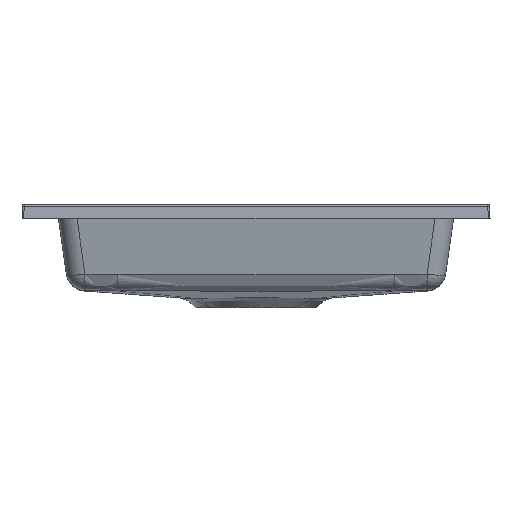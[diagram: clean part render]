
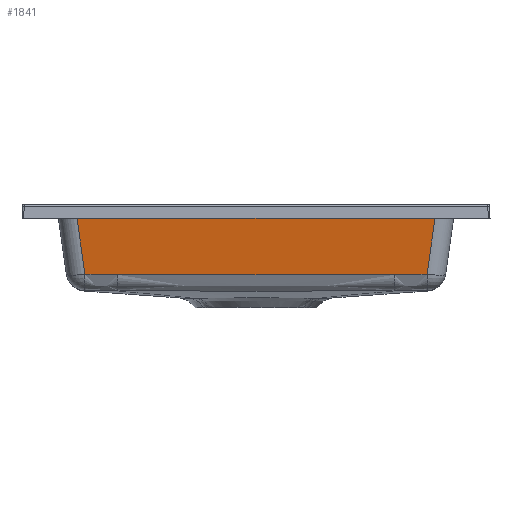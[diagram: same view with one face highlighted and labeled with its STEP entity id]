
A CAD part, top view. The second image highlights one B-rep face of the part: STEP entity #1841.
In plain terms, the highlighted planar face has unit normal (0, -0.139, 0.99).
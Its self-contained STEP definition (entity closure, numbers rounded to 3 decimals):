
#180 = VERTEX_POINT ( 'NONE', #6944 ) ;
#182 = DIRECTION ( 'NONE',  ( 0.138, -0.981, -0.138 ) ) ;
#262 = CARTESIAN_POINT ( 'NONE',  ( 184.967, -13.579, 171.219 ) ) ;
#312 = EDGE_CURVE ( 'NONE', #7252, #180, #3395, .T. ) ;
#512 = CARTESIAN_POINT ( 'NONE',  ( -49.262, -75.523, 162.514 ) ) ;
#599 = CARTESIAN_POINT ( 'NONE',  ( -190.265, -15.257, 170.984 ) ) ;
#728 = FACE_OUTER_BOUND ( 'NONE', #5077, .T. ) ;
#775 = VERTEX_POINT ( 'NONE', #6216 ) ;
#826 = CARTESIAN_POINT ( 'NONE',  ( 191.132, -15.582, 170.938 ) ) ;
#903 = CARTESIAN_POINT ( 'NONE',  ( 189.397, -14.933, 171.029 ) ) ;
#1018 = ORIENTED_EDGE ( 'NONE', *, *, #4536, .T. ) ;
#1065 = EDGE_CURVE ( 'NONE', #6555, #3992, #5481, .T. ) ;
#1096 = EDGE_CURVE ( 'NONE', #775, #6555, #3566, .T. ) ;
#1172 = EDGE_CURVE ( 'NONE', #1183, #7252, #6588, .T. ) ;
#1183 = VERTEX_POINT ( 'NONE', #2541 ) ;
#1188 = CARTESIAN_POINT ( 'NONE',  ( 147.786, -75.209, 162.558 ) ) ;
#1211 = CARTESIAN_POINT ( 'NONE',  ( -147.786, -75.209, 162.558 ) ) ;
#1231 = CARTESIAN_POINT ( 'NONE',  ( -188.958, -14.784, 171.05 ) ) ;
#1306 = EDGE_CURVE ( 'NONE', #3456, #1183, #1594, .T. ) ;
#1594 = LINE ( 'NONE', #4176, #6642 ) ;
#1631 = VECTOR ( 'NONE', #182, 1000. ) ;
#1770 = CARTESIAN_POINT ( 'NONE',  ( 171.17, -74.931, 162.597 ) ) ;
#1841 = ADVANCED_FACE ( 'NONE', ( #728 ), #5249, .T. ) ;
#1843 = CARTESIAN_POINT ( 'NONE',  ( -182.855, -74.476, 162.661 ) ) ;
#1862 = ORIENTED_EDGE ( 'NONE', *, *, #1096, .T. ) ;
#1863 = CARTESIAN_POINT ( 'NONE',  ( -184.967, -13.579, 171.219 ) ) ;
#2029 = DIRECTION ( 'NONE',  ( 0., -0.139, 0.99 ) ) ;
#2167 = CARTESIAN_POINT ( 'NONE',  ( 191.132, -15.582, 170.938 ) ) ;
#2214 = CARTESIAN_POINT ( 'NONE',  ( 180.391, -13., 171.301 ) ) ;
#2326 = ORIENTED_EDGE ( 'NONE', *, *, #4163, .T. ) ;
#2499 = CARTESIAN_POINT ( 'NONE',  ( -181.325, -13., 171.301 ) ) ;
#2540 = ORIENTED_EDGE ( 'NONE', *, *, #312, .T. ) ;
#2541 = CARTESIAN_POINT ( 'NONE',  ( -180.391, -13., 171.301 ) ) ;
#2679 = VERTEX_POINT ( 'NONE', #826 ) ;
#2765 = LINE ( 'NONE', #5344, #6235 ) ;
#2847 = CARTESIAN_POINT ( 'NONE',  ( 184.065, -13.377, 171.248 ) ) ;
#3084 = CARTESIAN_POINT ( 'NONE',  ( 180.391, -13., 171.301 ) ) ;
#3091 = CARTESIAN_POINT ( 'NONE',  ( 49.262, -75.523, 162.514 ) ) ;
#3126 = B_SPLINE_CURVE_WITH_KNOTS ( 'NONE', 3,
 ( #1843, #4424, #6990, #1211 ),
 .UNSPECIFIED., .F., .F.,
 ( 4, 4 ),
 ( 0., 0.035 ),
 .UNSPECIFIED. ) ;
#3179 = CARTESIAN_POINT ( 'NONE',  ( -190.699, -15.419, 170.961 ) ) ;
#3395 = LINE ( 'NONE', #5970, #1631 ) ;
#3456 = VERTEX_POINT ( 'NONE', #3084 ) ;
#3478 = CARTESIAN_POINT ( 'NONE',  ( 187.643, -14.336, 171.113 ) ) ;
#3566 = B_SPLINE_CURVE_WITH_KNOTS ( 'NONE', 3,
 ( #3723, #6294, #512, #3091, #5665, #8234 ),
 .UNSPECIFIED., .F., .F.,
 ( 4, 2, 4 ),
 ( 0., 0.148, 0.296 ),
 .UNSPECIFIED. ) ;
#3723 = CARTESIAN_POINT ( 'NONE',  ( -147.786, -75.209, 162.558 ) ) ;
#3806 = ORIENTED_EDGE ( 'NONE', *, *, #7176, .T. ) ;
#3808 = CARTESIAN_POINT ( 'NONE',  ( -189.395, -14.939, 171.028 ) ) ;
#3992 = VERTEX_POINT ( 'NONE', #4927 ) ;
#4163 = EDGE_CURVE ( 'NONE', #3992, #2679, #2765, .T. ) ;
#4176 = CARTESIAN_POINT ( 'NONE',  ( -200., -13., 171.301 ) ) ;
#4275 = ORIENTED_EDGE ( 'NONE', *, *, #1065, .T. ) ;
#4356 = CARTESIAN_POINT ( 'NONE',  ( 182.855, -74.476, 162.661 ) ) ;
#4424 = CARTESIAN_POINT ( 'NONE',  ( -171.17, -74.931, 162.597 ) ) ;
#4443 = CARTESIAN_POINT ( 'NONE',  ( -186.757, -14.058, 171.152 ) ) ;
#4536 = EDGE_CURVE ( 'NONE', #2679, #3456, #8012, .T. ) ;
#4613 = DIRECTION ( 'NONE',  ( 0., -0.99, -0.139 ) ) ;
#4927 = CARTESIAN_POINT ( 'NONE',  ( 182.855, -74.476, 162.661 ) ) ;
#4987 = CARTESIAN_POINT ( 'NONE',  ( 147.786, -75.209, 162.558 ) ) ;
#5077 = EDGE_LOOP ( 'NONE', ( #6580, #7051, #2540, #3806, #1862, #4275, #2326, #1018 ) ) ;
#5078 = CARTESIAN_POINT ( 'NONE',  ( -182.244, -13.089, 171.288 ) ) ;
#5249 = PLANE ( 'NONE',  #8107 ) ;
#5344 = CARTESIAN_POINT ( 'NONE',  ( 185.599, -54.952, 165.405 ) ) ;
#5422 = CARTESIAN_POINT ( 'NONE',  ( 182.244, -13.089, 171.288 ) ) ;
#5481 = B_SPLINE_CURVE_WITH_KNOTS ( 'NONE', 3,
 ( #4987, #7554, #1770, #4356 ),
 .UNSPECIFIED., .F., .F.,
 ( 4, 4 ),
 ( 0., 0.035 ),
 .UNSPECIFIED. ) ;
#5665 = CARTESIAN_POINT ( 'NONE',  ( 98.524, -75.35, 162.538 ) ) ;
#5752 = CARTESIAN_POINT ( 'NONE',  ( -190.917, -15.501, 170.949 ) ) ;
#5970 = CARTESIAN_POINT ( 'NONE',  ( -193.2, -0.872, 173.005 ) ) ;
#6051 = CARTESIAN_POINT ( 'NONE',  ( 186.757, -14.058, 171.152 ) ) ;
#6216 = CARTESIAN_POINT ( 'NONE',  ( -147.786, -75.209, 162.558 ) ) ;
#6235 = VECTOR ( 'NONE', #7904, 1000. ) ;
#6294 = CARTESIAN_POINT ( 'NONE',  ( -98.524, -75.35, 162.538 ) ) ;
#6380 = CARTESIAN_POINT ( 'NONE',  ( -190.048, -15.177, 170.995 ) ) ;
#6403 = CARTESIAN_POINT ( 'NONE',  ( -191.132, -15.582, 170.938 ) ) ;
#6555 = VERTEX_POINT ( 'NONE', #1188 ) ;
#6580 = ORIENTED_EDGE ( 'NONE', *, *, #1306, .T. ) ;
#6588 = B_SPLINE_CURVE_WITH_KNOTS ( 'NONE', 3,
 ( #8283, #2499, #5078, #7643, #1863, #4443, #7007, #1231, #3808, #6380, #599, #3179, #5752, #8324 ),
 .UNSPECIFIED., .F., .F.,
 ( 4, 2, 2, 2, 2, 2, 4 ),
 ( 0., 0.003, 0.006, 0.008, 0.01, 0.01, 0.011 ),
 .UNSPECIFIED. ) ;
#6642 = VECTOR ( 'NONE', #6738, 1000. ) ;
#6686 = CARTESIAN_POINT ( 'NONE',  ( 190.266, -15.254, 170.984 ) ) ;
#6738 = DIRECTION ( 'NONE',  ( -1., 0., 0. ) ) ;
#6944 = CARTESIAN_POINT ( 'NONE',  ( -182.855, -74.476, 162.661 ) ) ;
#6990 = CARTESIAN_POINT ( 'NONE',  ( -159.48, -75.176, 162.562 ) ) ;
#7007 = CARTESIAN_POINT ( 'NONE',  ( -187.643, -14.336, 171.113 ) ) ;
#7051 = ORIENTED_EDGE ( 'NONE', *, *, #1172, .T. ) ;
#7176 = EDGE_CURVE ( 'NONE', #180, #775, #3126, .T. ) ;
#7252 = VERTEX_POINT ( 'NONE', #6403 ) ;
#7554 = CARTESIAN_POINT ( 'NONE',  ( 159.48, -75.176, 162.562 ) ) ;
#7643 = CARTESIAN_POINT ( 'NONE',  ( -184.066, -13.377, 171.248 ) ) ;
#7811 = CARTESIAN_POINT ( 'NONE',  ( -200., -1.809, 172.873 ) ) ;
#7904 = DIRECTION ( 'NONE',  ( 0.138, 0.981, 0.138 ) ) ;
#7990 = CARTESIAN_POINT ( 'NONE',  ( 181.325, -13., 171.301 ) ) ;
#8012 = B_SPLINE_CURVE_WITH_KNOTS ( 'NONE', 3,
 ( #2167, #6686, #903, #3478, #6051, #262, #2847, #5422, #7990, #2214 ),
 .UNSPECIFIED., .F., .F.,
 ( 4, 2, 2, 2, 4 ),
 ( 0., 0.003, 0.006, 0.008, 0.011 ),
 .UNSPECIFIED. ) ;
#8107 = AXIS2_PLACEMENT_3D ( 'NONE', #7811, #2029, #4613 ) ;
#8234 = CARTESIAN_POINT ( 'NONE',  ( 147.786, -75.209, 162.558 ) ) ;
#8283 = CARTESIAN_POINT ( 'NONE',  ( -180.391, -13., 171.301 ) ) ;
#8324 = CARTESIAN_POINT ( 'NONE',  ( -191.132, -15.582, 170.938 ) ) ;
